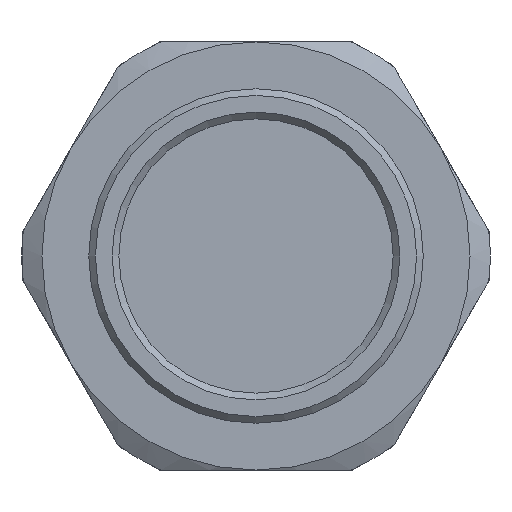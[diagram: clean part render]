
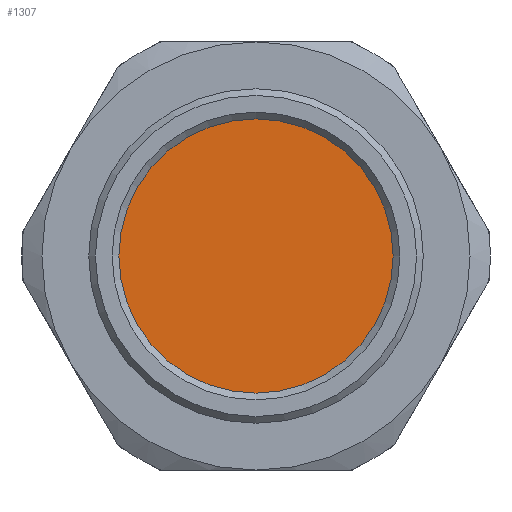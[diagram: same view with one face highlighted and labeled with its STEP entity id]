
A CAD part, front view. The second image highlights one B-rep face of the part: STEP entity #1307.
In plain terms, the highlighted planar face has unit normal (0, -1, 0).
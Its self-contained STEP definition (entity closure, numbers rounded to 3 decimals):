
#335=FACE_OUTER_BOUND('',#417,.T.);
#417=EDGE_LOOP('',(#884));
#505=CIRCLE('',#1415,10.25);
#565=VERTEX_POINT('',#1903);
#688=EDGE_CURVE('',#565,#565,#505,.T.);
#884=ORIENTED_EDGE('',*,*,#688,.T.);
#1267=PLANE('',#1414);
#1307=ADVANCED_FACE('',(#335),#1267,.F.);
#1414=AXIS2_PLACEMENT_3D('',#1902,#1563,#1564);
#1415=AXIS2_PLACEMENT_3D('',#1904,#1565,#1566);
#1563=DIRECTION('center_axis',(0.,1.,0.));
#1564=DIRECTION('ref_axis',(0.,0.,1.));
#1565=DIRECTION('center_axis',(0.,-1.,0.));
#1566=DIRECTION('ref_axis',(1.,0.,0.));
#1902=CARTESIAN_POINT('Origin',(0.,13.5,0.));
#1903=CARTESIAN_POINT('',(-10.25,13.5,0.));
#1904=CARTESIAN_POINT('Origin',(0.,13.5,0.));
